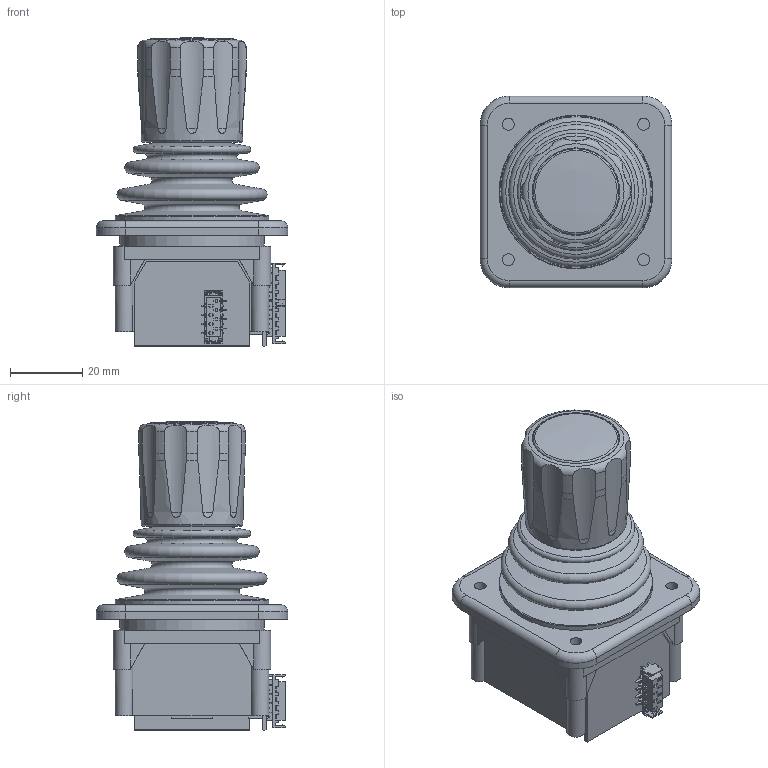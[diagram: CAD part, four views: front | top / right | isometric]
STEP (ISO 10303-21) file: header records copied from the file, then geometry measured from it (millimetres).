
FILE_DESCRIPTION(/* description */ (''),/* implementation_level */ '2;1');
FILE_NAME(/* name */ '197-0122_vereinfacht.stp',/* time_stamp */ '2024-12-12T10:05:41+01:00',/* author */ ('fdm'),/* organization */ (''),/* preprocessor_version */ 'ST-DEVELOPER v18.1',/* originating_system */ 'Autodesk Inventor 2021',/* authorisation */ '');
FILE_SCHEMA (('AUTOMOTIVE_DESIGN { 1 0 10303 214 3 1 1 }'));
Products named in the file (1): 197-0120_vereinfacht
Bounding box: 53 x 53 x 85.29 mm (x, y, z)
Volume: 92262 mm3; surface area: 25128.8 mm2
Topology: 7 solids, 7 shells, 1584 faces, 4689 edges, 3123 vertices
Faces by surface type: plane 1218, cylinder 322, torus 14, sphere 12, bspline 10, cone 8
Full cylindrical faces by diameter (mm): 3.3 x4, 21.684 x1, 23.7 x1, 24.2 x1, 40 x1, 42.5 x1
Entity records: 53336 total; most frequent: CARTESIAN_POINT 10228, ORIENTED_EDGE 9378, DIRECTION 8504, EDGE_CURVE 4689, LINE 3882, VECTOR 3882, VERTEX_POINT 3123, AXIS2_PLACEMENT_3D 2311
